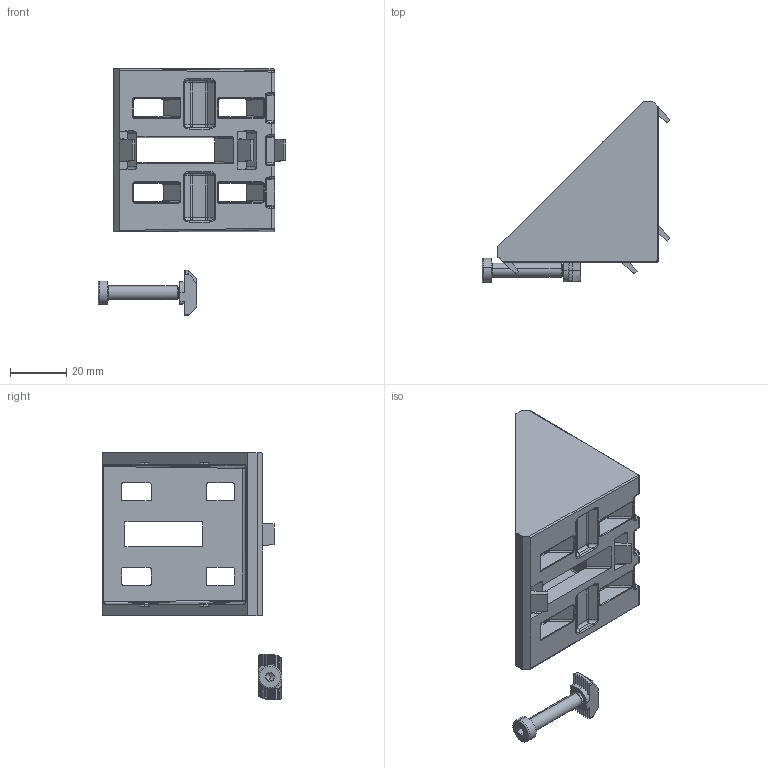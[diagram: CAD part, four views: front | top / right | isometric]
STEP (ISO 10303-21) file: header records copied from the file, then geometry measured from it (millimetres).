
FILE_DESCRIPTION (( 'STEP AP214' ), '1' );
FILE_NAME ('093w603n08s01.STEP', '2014-08-20T12:47:42', ( '' ), ( '' ), 'SwSTEP 2.0', 'SolidWorks 2014', '' );
FILE_SCHEMA (( 'AUTOMOTIVE_DESIGN' ));
Length unit declared in the file: millimetre
Products named in the file (4): 096h08415_096 h08 6 15; socket head thin cap screw_din_DIN 7984 - M5 x 25 --- 25C; 093w603_093 w 603 n08; 093w603n08s01
Assembly tree (3 placements, depth 2):
  093w603n08s01
    093w603_093 w 603 n08
    socket head thin cap screw_din_DIN 7984 - M5 x 25 --- 25C
    096h08415_096 h08 6 15
Bounding box: 66.68 x 63.85 x 87.63 mm (x, y, z)
Volume: 39834.2 mm3; surface area: 21308.7 mm2
Topology: 3 solids, 3 shells, 557 faces, 1387 edges, 835 vertices
Faces by surface type: cylinder 233, plane 187, bspline 111, sphere 16, cone 6, torus 4
Entity records: 18321 total; most frequent: CARTESIAN_POINT 6262, ORIENTED_EDGE 2754, DIRECTION 2224, EDGE_CURVE 1377, VERTEX_POINT 835, AXIS2_PLACEMENT_3D 765, LINE 694, VECTOR 694
